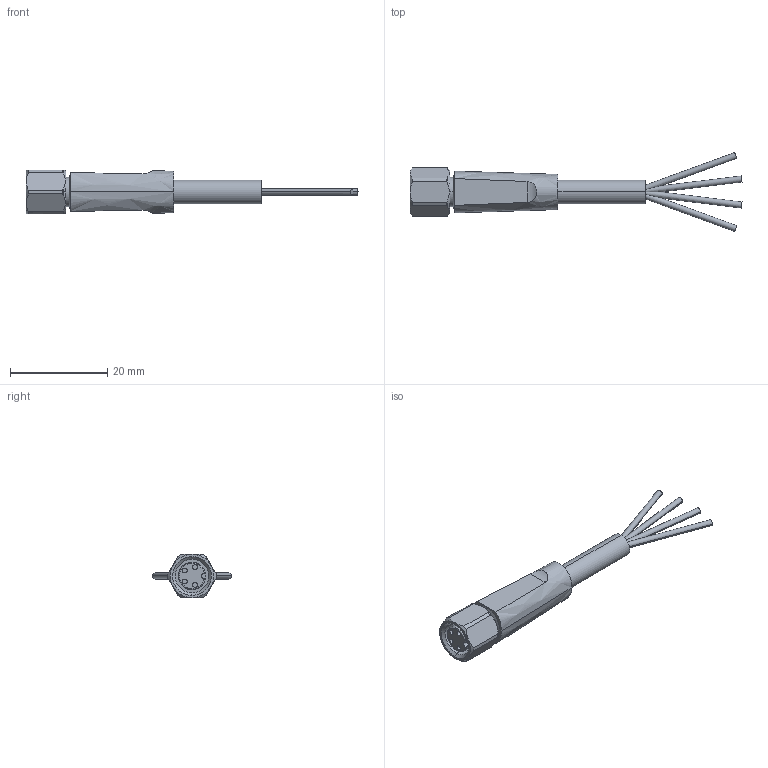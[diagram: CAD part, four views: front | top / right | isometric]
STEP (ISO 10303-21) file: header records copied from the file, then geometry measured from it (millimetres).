
FILE_DESCRIPTION (( 'STEP AP203' ), '1' );
FILE_NAME ('EVT422.step', '2023-12-06T16:29:54', ( '' ), ( '' ), 'SwSTEP 2.0', 'SolidWorks 2023', '' );
FILE_SCHEMA (( 'CONFIG_CONTROL_DESIGN' ));
Length unit declared in the file: inch
Products named in the file (1): EVT422
Bounding box: 68.43 x 16.25 x 9 mm (x, y, z)
Volume: 2058.1 mm3; surface area: 1954.6 mm2
Topology: 1 solids, 1 shells, 82 faces, 208 edges, 137 vertices
Faces by surface type: cylinder 35, plane 26, bspline 11, cone 10
Entity records: 3857 total; most frequent: CARTESIAN_POINT 1994, ORIENTED_EDGE 416, DIRECTION 299, EDGE_CURVE 208, VERTEX_POINT 137, AXIS2_PLACEMENT_3D 120, EDGE_LOOP 93, B_SPLINE_CURVE_WITH_KNOTS 93
